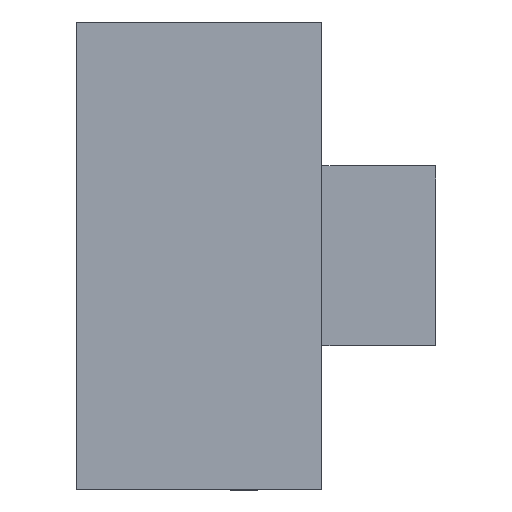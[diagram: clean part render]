
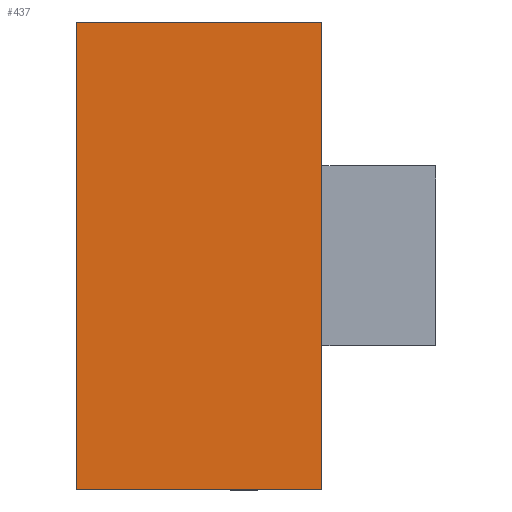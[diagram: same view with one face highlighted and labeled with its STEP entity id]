
A CAD part, top view. The second image highlights one B-rep face of the part: STEP entity #437.
In plain terms, the highlighted planar face has unit normal (0, 0, 1).
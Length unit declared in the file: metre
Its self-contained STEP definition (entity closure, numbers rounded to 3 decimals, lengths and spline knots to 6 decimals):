
#78=ORIENTED_EDGE('',*,*,#159,.F.);
#79=ORIENTED_EDGE('',*,*,#167,.T.);
#80=ORIENTED_EDGE('',*,*,#169,.T.);
#81=ORIENTED_EDGE('',*,*,#173,.F.);
#159=EDGE_CURVE('',#214,#215,#259,.T.);
#167=EDGE_CURVE('',#214,#220,#267,.T.);
#169=EDGE_CURVE('',#220,#221,#269,.T.);
#173=EDGE_CURVE('',#215,#221,#273,.T.);
#214=VERTEX_POINT('',#667);
#215=VERTEX_POINT('',#669);
#220=VERTEX_POINT('',#682);
#221=VERTEX_POINT('',#686);
#259=LINE('',#668,#319);
#267=LINE('',#683,#327);
#269=LINE('',#687,#329);
#273=LINE('',#695,#333);
#319=VECTOR('',#545,1.);
#327=VECTOR('',#555,1.);
#329=VECTOR('',#559,1.);
#333=VECTOR('',#565,1.);
#365=EDGE_LOOP('',(#78,#79,#80,#81));
#389=FACE_BOUND('',#365,.T.);
#413=PLANE('',#487);
#437=ADVANCED_FACE('',(#389),#413,.T.);
#487=AXIS2_PLACEMENT_3D('',#699,#568,#569);
#545=DIRECTION('',(0.,-1.,0.));
#555=DIRECTION('',(-1.,0.,0.));
#559=DIRECTION('',(0.,-1.,0.));
#565=DIRECTION('',(-1.,0.,0.));
#568=DIRECTION('',(0.,0.,1.));
#569=DIRECTION('',(1.,0.,0.));
#667=CARTESIAN_POINT('',(0.001025,0.00195,0.00155));
#668=CARTESIAN_POINT('',(0.001025,0.,0.00155));
#669=CARTESIAN_POINT('',(0.001025,-0.00195,0.00155));
#682=CARTESIAN_POINT('',(-0.001025,0.00195,0.00155));
#683=CARTESIAN_POINT('',(0.,0.00195,0.00155));
#686=CARTESIAN_POINT('',(-0.001025,-0.00195,0.00155));
#687=CARTESIAN_POINT('',(-0.001025,0.,0.00155));
#695=CARTESIAN_POINT('',(0.,-0.00195,0.00155));
#699=CARTESIAN_POINT('',(0.,0.,0.00155));
